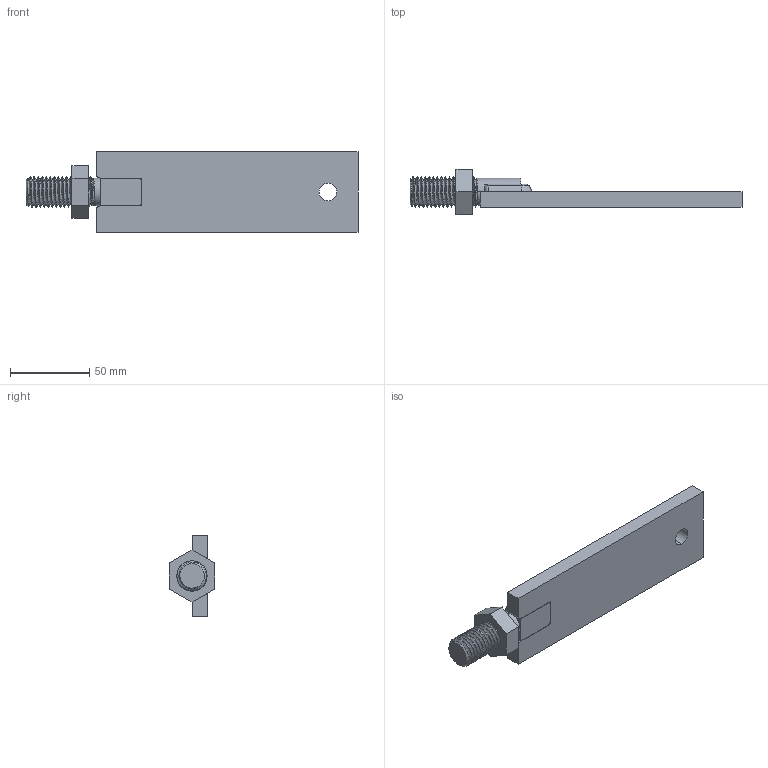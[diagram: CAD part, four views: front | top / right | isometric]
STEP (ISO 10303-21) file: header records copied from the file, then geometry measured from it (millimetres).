
FILE_DESCRIPTION (( 'STEP AP214' ), '1' );
FILE_NAME ('8inX375Straps.STEP', '2017-09-19T17:24:59', ( 'Temp' ), ( '' ), 'SwSTEP 2.0', 'SolidWorks 2010', '' );
FILE_SCHEMA (( 'AUTOMOTIVE_DESIGN' ));
Length unit declared in the file: inch
Products named in the file (1): 8inX375Straps
Bounding box: 209.55 x 28.57 x 50.8 mm (x, y, z)
Volume: 98043.3 mm3; surface area: 32230.1 mm2
Topology: 5 solids, 5 shells, 98 faces, 256 edges, 168 vertices
Faces by surface type: cylinder 50, plane 33, bspline 9, cone 4, torus 2
Entity records: 9310 total; most frequent: CARTESIAN_POINT 7062, ORIENTED_EDGE 512, DIRECTION 380, EDGE_CURVE 256, VERTEX_POINT 168, AXIS2_PLACEMENT_3D 131, LINE 118, VECTOR 118
